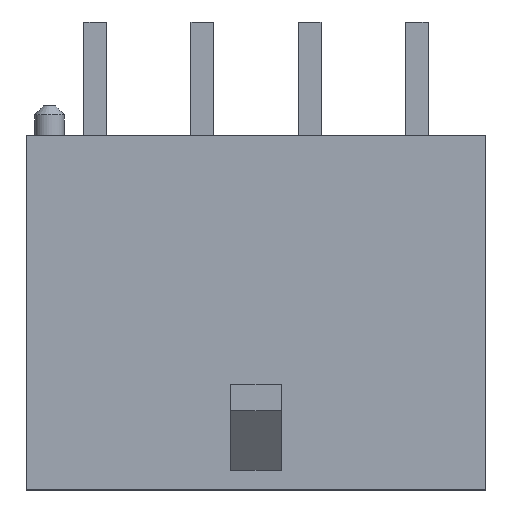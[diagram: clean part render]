
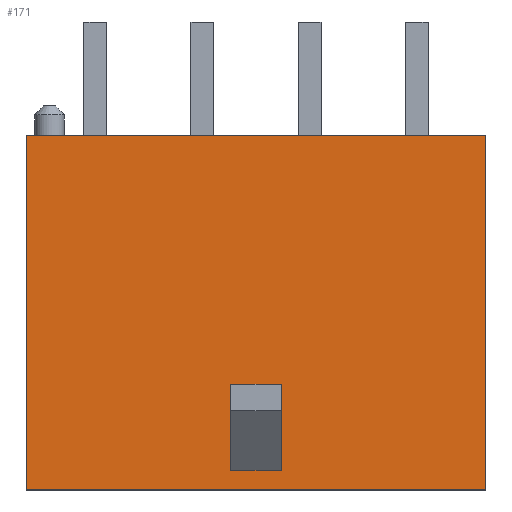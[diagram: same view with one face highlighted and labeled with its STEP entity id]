
A CAD part, top view. The second image highlights one B-rep face of the part: STEP entity #171.
In plain terms, the highlighted planar face has unit normal (0, 0, 1).
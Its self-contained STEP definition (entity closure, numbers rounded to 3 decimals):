
#171=ADVANCED_FACE('',(#453,#454),#311,.F.);
#311=PLANE('',#2555);
#453=FACE_BOUND('',#495,.T.);
#454=FACE_BOUND('',#496,.T.);
#495=EDGE_LOOP('',(#706,#707,#708,#709));
#496=EDGE_LOOP('',(#710,#711,#712,#713));
#706=ORIENTED_EDGE('',*,*,#1598,.T.);
#707=ORIENTED_EDGE('',*,*,#1599,.T.);
#708=ORIENTED_EDGE('',*,*,#1600,.F.);
#709=ORIENTED_EDGE('',*,*,#1601,.F.);
#710=ORIENTED_EDGE('',*,*,#1602,.T.);
#711=ORIENTED_EDGE('',*,*,#1593,.F.);
#712=ORIENTED_EDGE('',*,*,#1561,.F.);
#713=ORIENTED_EDGE('',*,*,#1597,.T.);
#1333=VERTEX_POINT('',#3337);
#1336=VERTEX_POINT('',#3342);
#1366=VERTEX_POINT('',#3404);
#1369=VERTEX_POINT('',#3414);
#1370=VERTEX_POINT('',#3418);
#1371=VERTEX_POINT('',#3419);
#1372=VERTEX_POINT('',#3421);
#1373=VERTEX_POINT('',#3423);
#1561=EDGE_CURVE('',#1336,#1333,#1897,.T.);
#1593=EDGE_CURVE('',#1333,#1366,#1929,.T.);
#1597=EDGE_CURVE('',#1336,#1369,#1933,.T.);
#1598=EDGE_CURVE('',#1370,#1371,#1934,.T.);
#1599=EDGE_CURVE('',#1371,#1372,#1935,.T.);
#1600=EDGE_CURVE('',#1373,#1372,#1936,.T.);
#1601=EDGE_CURVE('',#1370,#1373,#1937,.T.);
#1602=EDGE_CURVE('',#1369,#1366,#1938,.T.);
#1897=LINE('',#3343,#2230);
#1929=LINE('',#3407,#2262);
#1933=LINE('',#3415,#2266);
#1934=LINE('',#3417,#2267);
#1935=LINE('',#3420,#2268);
#1936=LINE('',#3422,#2269);
#1937=LINE('',#3424,#2270);
#1938=LINE('',#3425,#2271);
#2230=VECTOR('',#2709,1.);
#2262=VECTOR('',#2743,1.);
#2266=VECTOR('',#2751,1.);
#2267=VECTOR('',#2754,1.);
#2268=VECTOR('',#2755,1.);
#2269=VECTOR('',#2756,1.);
#2270=VECTOR('',#2757,1.);
#2271=VECTOR('',#2758,1.);
#2555=AXIS2_PLACEMENT_3D('',#3426,#2759,#2760);
#2709=DIRECTION('',(-1.,0.,0.));
#2743=DIRECTION('',(0.,1.,0.));
#2751=DIRECTION('',(0.,1.,0.));
#2754=DIRECTION('',(-1.,0.,0.));
#2755=DIRECTION('',(0.,1.,0.));
#2756=DIRECTION('',(-1.,0.,0.));
#2757=DIRECTION('',(0.,1.,0.));
#2758=DIRECTION('',(-1.,0.,0.));
#2759=DIRECTION('',(0.,0.,-1.));
#2760=DIRECTION('',(-1.,0.,0.));
#3337=CARTESIAN_POINT('',(-6.425,-4.955,3.43));
#3342=CARTESIAN_POINT('',(6.425,-4.955,3.43));
#3343=CARTESIAN_POINT('',(6.425,-4.955,3.43));
#3404=CARTESIAN_POINT('',(-6.425,4.955,3.43));
#3407=CARTESIAN_POINT('',(-6.425,-4.955,3.43));
#3414=CARTESIAN_POINT('',(6.425,4.955,3.43));
#3415=CARTESIAN_POINT('',(6.425,-4.955,3.43));
#3417=CARTESIAN_POINT('',(0.7,-4.415,3.43));
#3418=CARTESIAN_POINT('',(0.7,-4.415,3.43));
#3419=CARTESIAN_POINT('',(-0.7,-4.415,3.43));
#3420=CARTESIAN_POINT('',(-0.7,-4.415,3.43));
#3421=CARTESIAN_POINT('',(-0.7,-2.005,3.43));
#3422=CARTESIAN_POINT('',(0.7,-2.005,3.43));
#3423=CARTESIAN_POINT('',(0.7,-2.005,3.43));
#3424=CARTESIAN_POINT('',(0.7,-4.415,3.43));
#3425=CARTESIAN_POINT('',(6.425,4.955,3.43));
#3426=CARTESIAN_POINT('',(6.425,-4.955,3.43));
